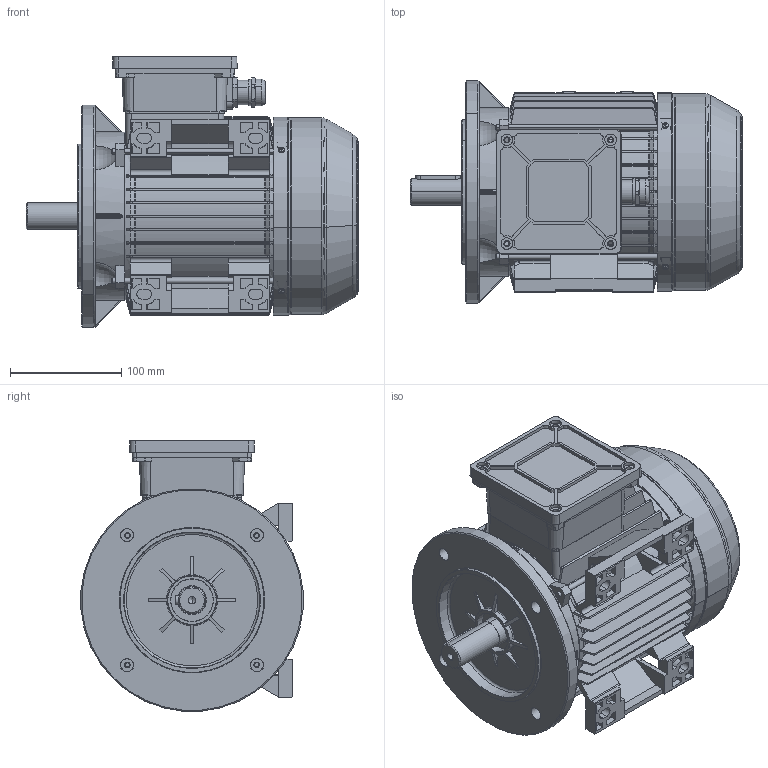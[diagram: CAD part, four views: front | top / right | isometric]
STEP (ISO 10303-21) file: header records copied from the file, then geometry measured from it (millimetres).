
FILE_DESCRIPTION (( 'STEP AP214' ), '1' );
FILE_NAME ('FCAP 90S-B3 B5-IC411-2-4-6-8 POLES-TB RIGHT.STEP', '2024-09-20T07:26:47', ( '' ), ( '' ), 'SwSTEP 2.0', 'SolidWorks 2024', '' );
FILE_SCHEMA (( 'AUTOMOTIVE_DESIGN' ));
Length unit declared in the file: millimetre
Products named in the file (14): pan head cross recess screw_iso_ISO 7045 - M3 x 10 - Z --- 10C; Flangia FC90 B3B5_Cuscinetto_6205; FCAP 90S-B3 B5-IC411-2-4-6-8 POLES-TB RIGHT; Coprimorsettiera 90_STANDARD DEFINITIVO-1 FORO CENTRALE M20; parallel_din_Parallel key A8 x 7 x 40 DIN 6885; Carcassa C90S-B3-bas-laterale; Albero C-FC90S; Coperchio scatola morsetti 90; Scudo C90 Ant. e Post.; Tirante 90S - B14_90L B5; PRESSACAVO M20; Guarnizione scatola-motore 90; Ventola 90; Copriventola 90
Assembly tree (19 placements, depth 2):
  FCAP 90S-B3 B5-IC411-2-4-6-8 POLES-TB RIGHT
    Albero C-FC90S
    Scudo C90 Ant. e Post.
    Flangia FC90 B3B5_Cuscinetto_6205
    Ventola 90
    Copriventola 90
    parallel_din_Parallel key A8 x 7 x 40 DIN 6885
    pan head cross recess screw_iso_ISO 7045 - M3 x 10 - Z --- 10C  x4
    Tirante 90S - B14_90L B5  x4
    Guarnizione scatola-motore 90
    Coprimorsettiera 90_STANDARD DEFINITIVO-1 FORO CENTRALE M20
    Coperchio scatola morsetti 90
    PRESSACAVO M20
    Carcassa C90S-B3-bas-laterale
Bounding box: 297.87 x 199.24 x 242.62 mm (x, y, z)
Volume: 1350260.7 mm3; surface area: 796711.7 mm2
Topology: 19 solids, 20 shells, 3693 faces, 9983 edges, 6255 vertices
Faces by surface type: plane 1487, cylinder 881, cone 468, torus 424, bspline 419, sphere 14
Entity records: 130871 total; most frequent: CARTESIAN_POINT 45489, ORIENTED_EDGE 18950, DIRECTION 16433, EDGE_CURVE 9475, AXIS2_PLACEMENT_3D 6034, VERTEX_POINT 6009, VECTOR 4365, LINE 4365
